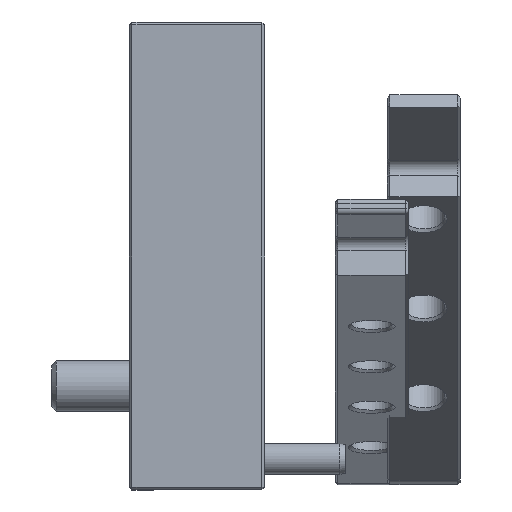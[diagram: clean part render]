
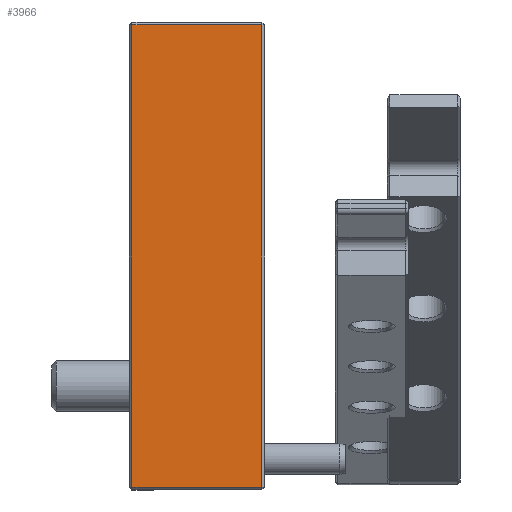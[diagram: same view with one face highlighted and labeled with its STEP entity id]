
A CAD part, left-side view. The second image highlights one B-rep face of the part: STEP entity #3966.
In plain terms, the highlighted planar face has unit normal (-1, 0, 0).
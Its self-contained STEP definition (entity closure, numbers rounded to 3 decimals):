
#175=PLANE('',#4404);
#390=FACE_OUTER_BOUND('',#733,.T.);
#733=EDGE_LOOP('',(#2971,#2972,#2973,#2974));
#1052=LINE('',#6416,#1357);
#1059=LINE('',#6429,#1364);
#1062=LINE('',#6433,#1367);
#1070=LINE('',#6445,#1375);
#1357=VECTOR('',#5021,10.);
#1364=VECTOR('',#5034,10.);
#1367=VECTOR('',#5039,10.);
#1375=VECTOR('',#5055,10.);
#1886=VERTEX_POINT('',#6378);
#1890=VERTEX_POINT('',#6392);
#1896=VERTEX_POINT('',#6409);
#1901=VERTEX_POINT('',#6425);
#2251=EDGE_CURVE('',#1896,#1886,#1052,.T.);
#2258=EDGE_CURVE('',#1890,#1901,#1059,.T.);
#2261=EDGE_CURVE('',#1901,#1896,#1062,.T.);
#2269=EDGE_CURVE('',#1886,#1890,#1070,.T.);
#2971=ORIENTED_EDGE('',*,*,#2258,.F.);
#2972=ORIENTED_EDGE('',*,*,#2269,.F.);
#2973=ORIENTED_EDGE('',*,*,#2251,.F.);
#2974=ORIENTED_EDGE('',*,*,#2261,.F.);
#3966=ADVANCED_FACE('',(#390),#175,.T.);
#4404=AXIS2_PLACEMENT_3D('',#6554,#5170,#5171);
#5021=DIRECTION('',(0.,1.,0.));
#5034=DIRECTION('',(0.,-1.,0.));
#5039=DIRECTION('',(0.,0.,-1.));
#5055=DIRECTION('',(0.,0.,1.));
#5170=DIRECTION('center_axis',(-1.,0.,0.));
#5171=DIRECTION('ref_axis',(0.,0.,-1.));
#6378=CARTESIAN_POINT('',(-47.5,4.75,-22.25));
#6392=CARTESIAN_POINT('',(-47.5,4.75,22.25));
#6409=CARTESIAN_POINT('',(-47.5,-7.75,-22.25));
#6416=CARTESIAN_POINT('',(-47.5,0.,-22.25));
#6425=CARTESIAN_POINT('',(-47.5,-7.75,22.25));
#6429=CARTESIAN_POINT('',(-47.5,0.,22.25));
#6433=CARTESIAN_POINT('',(-47.5,-7.75,11.25));
#6445=CARTESIAN_POINT('',(-47.5,4.75,11.25));
#6554=CARTESIAN_POINT('Origin',(-47.5,0.,22.5));
